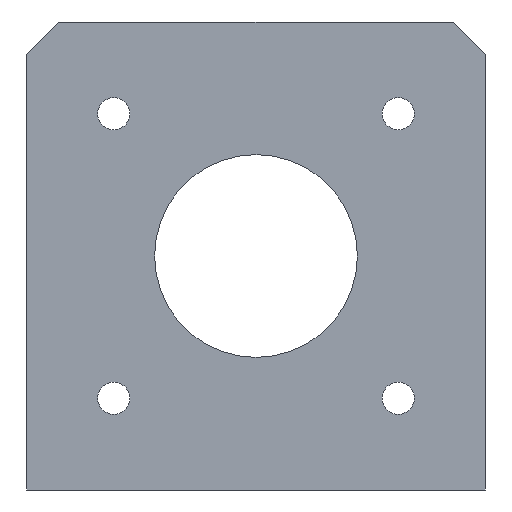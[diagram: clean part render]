
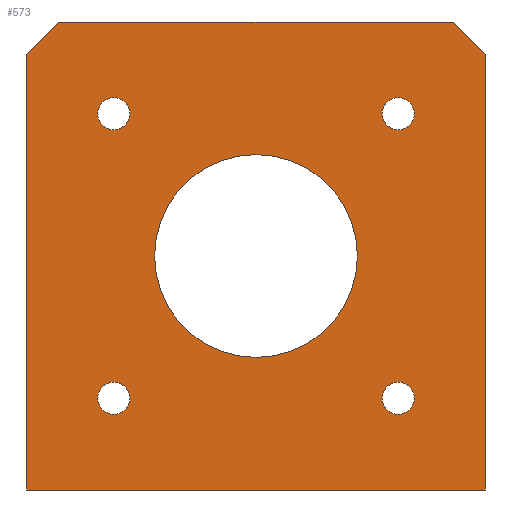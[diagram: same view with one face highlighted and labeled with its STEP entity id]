
A CAD part, left-side view. The second image highlights one B-rep face of the part: STEP entity #573.
In plain terms, the highlighted planar face has unit normal (-1, 0, 0).
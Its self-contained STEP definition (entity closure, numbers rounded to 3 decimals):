
#24=FACE_BOUND('',#88,.T.);
#25=FACE_BOUND('',#89,.T.);
#26=FACE_BOUND('',#90,.T.);
#27=FACE_BOUND('',#91,.T.);
#28=FACE_BOUND('',#92,.T.);
#38=CIRCLE('',#617,1.75);
#39=CIRCLE('',#618,11.05);
#40=CIRCLE('',#619,1.75);
#41=CIRCLE('',#620,1.75);
#42=CIRCLE('',#621,1.75);
#58=FACE_OUTER_BOUND('',#87,.T.);
#87=EDGE_LOOP('',(#396,#397,#398,#399,#400,#401));
#88=EDGE_LOOP('',(#402));
#89=EDGE_LOOP('',(#403));
#90=EDGE_LOOP('',(#404));
#91=EDGE_LOOP('',(#405));
#92=EDGE_LOOP('',(#406));
#134=LINE('',#837,#197);
#135=LINE('',#839,#198);
#136=LINE('',#841,#199);
#137=LINE('',#843,#200);
#138=LINE('',#845,#201);
#139=LINE('',#846,#202);
#197=VECTOR('',#675,10.);
#198=VECTOR('',#676,10.);
#199=VECTOR('',#677,10.);
#200=VECTOR('',#678,10.);
#201=VECTOR('',#679,10.);
#202=VECTOR('',#680,10.);
#259=VERTEX_POINT('',#835);
#260=VERTEX_POINT('',#836);
#261=VERTEX_POINT('',#838);
#262=VERTEX_POINT('',#840);
#263=VERTEX_POINT('',#842);
#264=VERTEX_POINT('',#844);
#265=VERTEX_POINT('',#847);
#266=VERTEX_POINT('',#849);
#267=VERTEX_POINT('',#851);
#268=VERTEX_POINT('',#853);
#269=VERTEX_POINT('',#855);
#314=EDGE_CURVE('',#259,#260,#134,.T.);
#315=EDGE_CURVE('',#261,#259,#135,.T.);
#316=EDGE_CURVE('',#261,#262,#136,.T.);
#317=EDGE_CURVE('',#262,#263,#137,.T.);
#318=EDGE_CURVE('',#264,#263,#138,.T.);
#319=EDGE_CURVE('',#264,#260,#139,.T.);
#320=EDGE_CURVE('',#265,#265,#38,.T.);
#321=EDGE_CURVE('',#266,#266,#39,.T.);
#322=EDGE_CURVE('',#267,#267,#40,.T.);
#323=EDGE_CURVE('',#268,#268,#41,.T.);
#324=EDGE_CURVE('',#269,#269,#42,.T.);
#396=ORIENTED_EDGE('',*,*,#314,.F.);
#397=ORIENTED_EDGE('',*,*,#315,.F.);
#398=ORIENTED_EDGE('',*,*,#316,.T.);
#399=ORIENTED_EDGE('',*,*,#317,.T.);
#400=ORIENTED_EDGE('',*,*,#318,.F.);
#401=ORIENTED_EDGE('',*,*,#319,.T.);
#402=ORIENTED_EDGE('',*,*,#320,.T.);
#403=ORIENTED_EDGE('',*,*,#321,.T.);
#404=ORIENTED_EDGE('',*,*,#322,.T.);
#405=ORIENTED_EDGE('',*,*,#323,.T.);
#406=ORIENTED_EDGE('',*,*,#324,.T.);
#553=PLANE('',#616);
#573=ADVANCED_FACE('',(#58,#24,#25,#26,#27,#28),#553,.T.);
#616=AXIS2_PLACEMENT_3D('',#834,#673,#674);
#617=AXIS2_PLACEMENT_3D('',#848,#681,#682);
#618=AXIS2_PLACEMENT_3D('',#850,#683,#684);
#619=AXIS2_PLACEMENT_3D('',#852,#685,#686);
#620=AXIS2_PLACEMENT_3D('',#854,#687,#688);
#621=AXIS2_PLACEMENT_3D('',#856,#689,#690);
#673=DIRECTION('center_axis',(-1.,0.,0.));
#674=DIRECTION('ref_axis',(0.,1.,0.));
#675=DIRECTION('',(0.,0.,1.));
#676=DIRECTION('',(0.,1.,0.));
#677=DIRECTION('',(0.,0.,1.));
#678=DIRECTION('',(0.,0.707,0.707));
#679=DIRECTION('',(0.,-1.,0.));
#680=DIRECTION('',(0.,0.707,-0.707));
#681=DIRECTION('center_axis',(1.,0.,0.));
#682=DIRECTION('ref_axis',(0.,-1.,0.));
#683=DIRECTION('center_axis',(1.,0.,0.));
#684=DIRECTION('ref_axis',(0.,-1.,0.));
#685=DIRECTION('center_axis',(1.,0.,0.));
#686=DIRECTION('ref_axis',(0.,-1.,0.));
#687=DIRECTION('center_axis',(1.,0.,0.));
#688=DIRECTION('ref_axis',(0.,-1.,0.));
#689=DIRECTION('center_axis',(1.,0.,0.));
#690=DIRECTION('ref_axis',(0.,-1.,0.));
#834=CARTESIAN_POINT('Origin',(0.,0.,0.));
#835=CARTESIAN_POINT('',(0.,50.,-2.));
#836=CARTESIAN_POINT('',(0.,50.,45.5));
#837=CARTESIAN_POINT('',(0.,50.,0.));
#838=CARTESIAN_POINT('',(0.,0.,-2.));
#839=CARTESIAN_POINT('',(0.,50.,-2.));
#840=CARTESIAN_POINT('',(0.,0.,45.5));
#841=CARTESIAN_POINT('',(0.,0.,0.));
#842=CARTESIAN_POINT('',(0.,3.5,49.));
#843=CARTESIAN_POINT('',(0.,-11.375,34.125));
#844=CARTESIAN_POINT('',(0.,46.5,49.));
#845=CARTESIAN_POINT('',(0.,0.,49.));
#846=CARTESIAN_POINT('',(0.,47.125,48.375));
#847=CARTESIAN_POINT('',(0.,11.25,39.));
#848=CARTESIAN_POINT('Origin',(0.,9.5,39.));
#849=CARTESIAN_POINT('',(0.,36.05,23.5));
#850=CARTESIAN_POINT('Origin',(0.,25.,23.5));
#851=CARTESIAN_POINT('',(0.,11.25,8.));
#852=CARTESIAN_POINT('Origin',(0.,9.5,8.));
#853=CARTESIAN_POINT('',(0.,42.25,39.));
#854=CARTESIAN_POINT('Origin',(0.,40.5,39.));
#855=CARTESIAN_POINT('',(0.,42.25,8.));
#856=CARTESIAN_POINT('Origin',(0.,40.5,8.));
